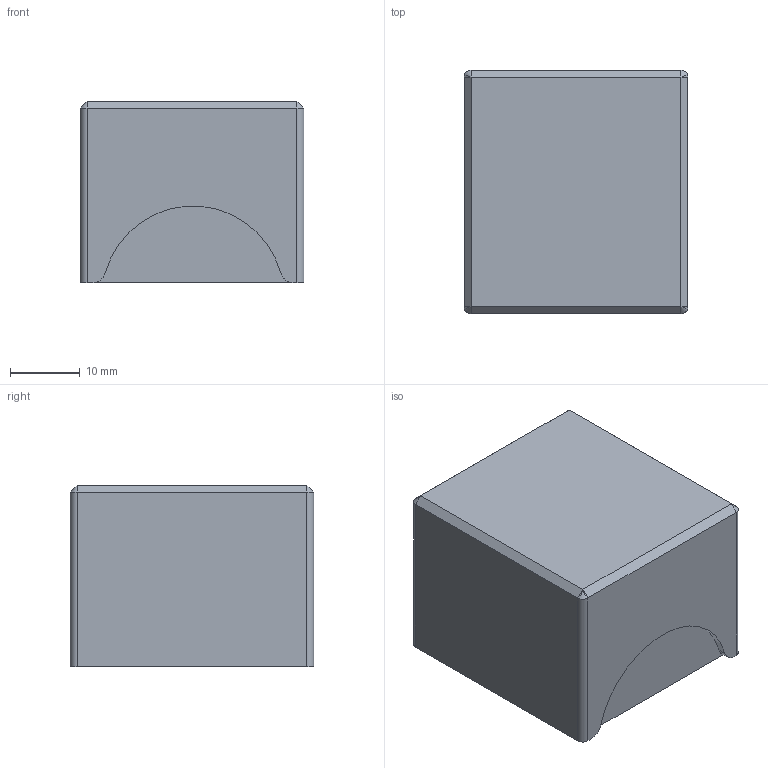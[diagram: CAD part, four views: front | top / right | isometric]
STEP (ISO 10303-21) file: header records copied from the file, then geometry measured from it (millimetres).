
FILE_DESCRIPTION(('FreeCAD Model'),'2;1');
FILE_NAME('Open CASCADE Shape Model','2024-11-11T11:56:13',('Author'),( ''),'Open CASCADE STEP processor 7.6','FreeCAD','Unknown');
FILE_SCHEMA(('AUTOMOTIVE_DESIGN { 1 0 10303 214 1 1 1 1 }'));
Length unit declared in the file: millimetre
Products named in the file (3): _x_Neutral_Labs_Nut_Stash; case; lid
Assembly tree (2 placements, depth 2):
  _x_Neutral_Labs_Nut_Stash
    case
    lid
Bounding box: 32 x 34.8 x 26 mm (x, y, z)
Volume: 12442.3 mm3; surface area: 14087.9 mm2
Topology: 2 solids, 2 shells, 236 faces, 544 edges, 324 vertices
Faces by surface type: plane 110, bspline 104, cylinder 18, cone 4
Entity records: 6916 total; most frequent: CARTESIAN_POINT 2261, ORIENTED_EDGE 1080, DIRECTION 650, EDGE_CURVE 540, VERTEX_POINT 324, LINE 308, VECTOR 308, FACE_BOUND 252
